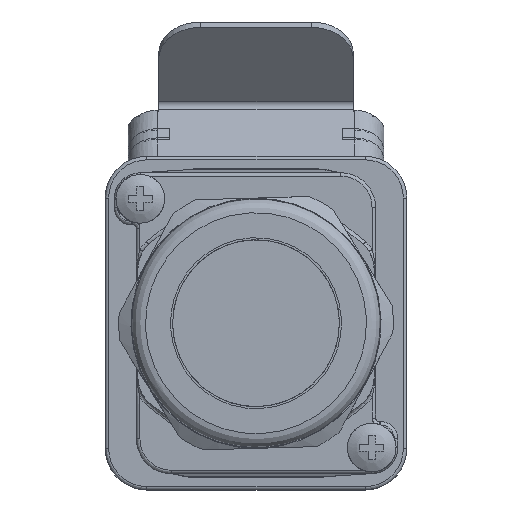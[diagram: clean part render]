
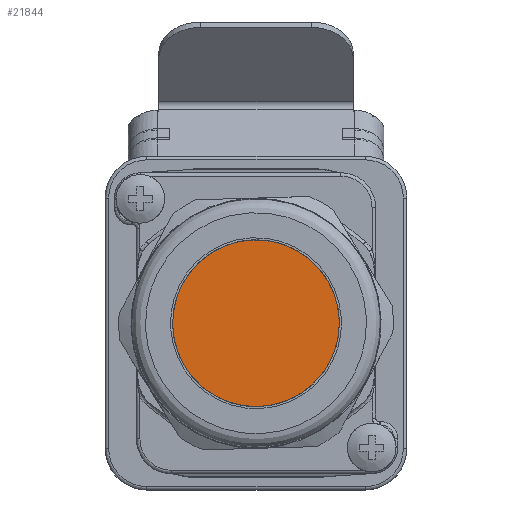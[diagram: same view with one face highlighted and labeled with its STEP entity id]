
A CAD part, front view. The second image highlights one B-rep face of the part: STEP entity #21844.
In plain terms, the highlighted planar face has unit normal (0, -1, 0).
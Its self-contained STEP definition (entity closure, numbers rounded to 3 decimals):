
#21844=ADVANCED_FACE('',(#25444),#24112,.T.);
#24112=PLANE('',#64065);
#25444=FACE_OUTER_BOUND('',#27980,.T.);
#27980=EDGE_LOOP('',(#39680));
#39680=ORIENTED_EDGE('',*,*,#55696,.F.);
#50930=VERTEX_POINT('',#86101);
#55696=EDGE_CURVE('',#50930,#50930,#61348,.T.);
#61348=CIRCLE('',#64064,12.);
#64064=AXIS2_PLACEMENT_3D('',#86100,#70120,#70121);
#64065=AXIS2_PLACEMENT_3D('',#86102,#70122,#70123);
#70120=DIRECTION('',(0.,1.,0.));
#70121=DIRECTION('',(0.,0.,-1.));
#70122=DIRECTION('',(0.,-1.,0.));
#70123=DIRECTION('',(0.,0.,-1.));
#86100=CARTESIAN_POINT('',(0.,-184.401,39.934));
#86101=CARTESIAN_POINT('',(0.,-184.401,27.934));
#86102=CARTESIAN_POINT('',(0.,-184.401,39.934));
